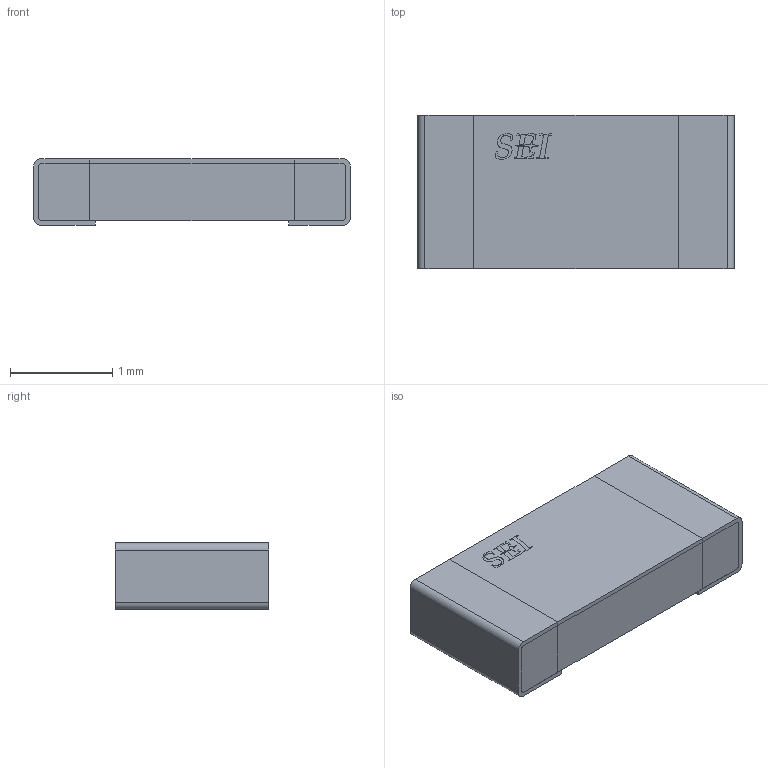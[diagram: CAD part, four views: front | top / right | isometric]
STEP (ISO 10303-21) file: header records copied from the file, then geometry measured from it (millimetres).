
FILE_DESCRIPTION(('FreeCAD Model'),'2;1');
FILE_NAME('RNCP1206.step', '2020-12-15T22:38:57',('Author'),(''), 'Open CASCADE STEP processor 7.2','FreeCAD','Unknown');
FILE_SCHEMA(('AUTOMOTIVE_DESIGN { 1 0 10303 214 1 1 1 1 }'));
Length unit declared in the file: millimetre
Products named in the file (7): logo; shape005; shape001; shape004; shape003; shape; shape002
Bounding box: 3.1 x 1.5 x 0.65 mm (x, y, z)
Volume: 2.9 mm3; surface area: 34.4 mm2
Topology: 11 solids, 11 shells, 166 faces, 432 edges, 288 vertices
Faces by surface type: bspline 110, plane 44, cylinder 12
Entity records: 5131 total; most frequent: CARTESIAN_POINT 1801, ORIENTED_EDGE 864, EDGE_CURVE 432, B_SPLINE_CURVE_WITH_KNOTS 292, VERTEX_POINT 288, DIRECTION 270, ADVANCED_FACE 166, FACE_BOUND 166
